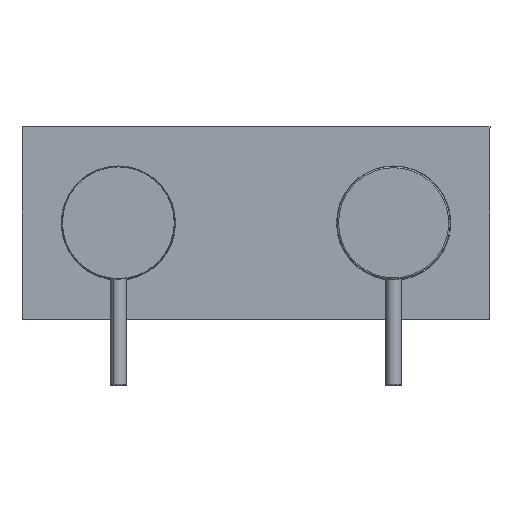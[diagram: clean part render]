
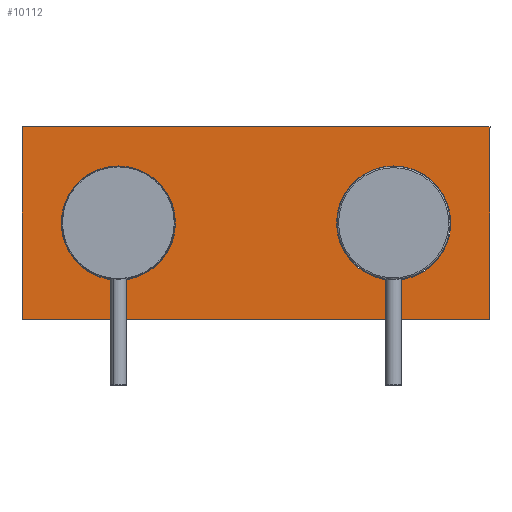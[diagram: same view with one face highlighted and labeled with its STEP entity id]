
A CAD part, top view. The second image highlights one B-rep face of the part: STEP entity #10112.
In plain terms, the highlighted planar face has unit normal (0, 0, 1).
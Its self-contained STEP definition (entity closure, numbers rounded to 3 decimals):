
#109 = EDGE_CURVE ( 'NONE', #1637, #157, #196, .T. ) ;
#157 = VERTEX_POINT ( 'NONE', #8146 ) ;
#196 = LINE ( 'NONE', #3410, #2883 ) ;
#252 = AXIS2_PLACEMENT_3D ( 'NONE', #2585, #7811, #10153 ) ;
#296 = EDGE_CURVE ( 'NONE', #976, #1637, #8777, .T. ) ;
#522 = CARTESIAN_POINT ( 'NONE',  ( 0., -50., 4. ) ) ;
#587 = DIRECTION ( 'NONE',  ( 1., 0., 0. ) ) ;
#617 = AXIS2_PLACEMENT_3D ( 'NONE', #5401, #9505, #587 ) ;
#881 = CARTESIAN_POINT ( 'NONE',  ( -35., 85., 4. ) ) ;
#931 = EDGE_CURVE ( 'NONE', #157, #3571, #2221, .T. ) ;
#976 = VERTEX_POINT ( 'NONE', #4669 ) ;
#1390 = EDGE_CURVE ( 'NONE', #3391, #7111, #7744, .T. ) ;
#1420 = CARTESIAN_POINT ( 'NONE',  ( 35., 85., 4. ) ) ;
#1637 = VERTEX_POINT ( 'NONE', #8928 ) ;
#1707 = ORIENTED_EDGE ( 'NONE', *, *, #9409, .F. ) ;
#1780 = EDGE_LOOP ( 'NONE', ( #9720, #1707 ) ) ;
#2127 = DIRECTION ( 'NONE',  ( 1., 0., 0. ) ) ;
#2158 = DIRECTION ( 'NONE',  ( 0., -1., 0. ) ) ;
#2221 = LINE ( 'NONE', #1420, #3573 ) ;
#2229 = EDGE_CURVE ( 'NONE', #9666, #7841, #7759, .T. ) ;
#2547 = DIRECTION ( 'NONE',  ( 0., 1., 0. ) ) ;
#2585 = CARTESIAN_POINT ( 'NONE',  ( 0., 50., 4. ) ) ;
#2607 = CARTESIAN_POINT ( 'NONE',  ( -20.75, -50., 4. ) ) ;
#2883 = VECTOR ( 'NONE', #2547, 1000. ) ;
#3391 = VERTEX_POINT ( 'NONE', #7018 ) ;
#3410 = CARTESIAN_POINT ( 'NONE',  ( 35., -85., 4. ) ) ;
#3465 = FACE_BOUND ( 'NONE', #5600, .T. ) ;
#3571 = VERTEX_POINT ( 'NONE', #881 ) ;
#3573 = VECTOR ( 'NONE', #7131, 1000. ) ;
#4015 = AXIS2_PLACEMENT_3D ( 'NONE', #522, #6228, #2127 ) ;
#4399 = AXIS2_PLACEMENT_3D ( 'NONE', #5749, #7452, #8363 ) ;
#4566 = LINE ( 'NONE', #6205, #5098 ) ;
#4669 = CARTESIAN_POINT ( 'NONE',  ( -35., -85., 4. ) ) ;
#4702 = CIRCLE ( 'NONE', #617, 20.75 ) ;
#4956 = ORIENTED_EDGE ( 'NONE', *, *, #8582, .T. ) ;
#4965 = ORIENTED_EDGE ( 'NONE', *, *, #1390, .F. ) ;
#4979 = ORIENTED_EDGE ( 'NONE', *, *, #109, .T. ) ;
#5098 = VECTOR ( 'NONE', #2158, 1000. ) ;
#5107 = PLANE ( 'NONE',  #4399 ) ;
#5376 = CIRCLE ( 'NONE', #10478, 20.75 ) ;
#5401 = CARTESIAN_POINT ( 'NONE',  ( 0., 50., 4. ) ) ;
#5600 = EDGE_LOOP ( 'NONE', ( #4965, #8102 ) ) ;
#5749 = CARTESIAN_POINT ( 'NONE',  ( 0., 0., 4. ) ) ;
#6132 = CARTESIAN_POINT ( 'NONE',  ( 20.75, -50., 4. ) ) ;
#6205 = CARTESIAN_POINT ( 'NONE',  ( -35., -85., 4. ) ) ;
#6228 = DIRECTION ( 'NONE',  ( 0., 0., 1. ) ) ;
#6482 = ORIENTED_EDGE ( 'NONE', *, *, #931, .T. ) ;
#6528 = CARTESIAN_POINT ( 'NONE',  ( 0., -50., 4. ) ) ;
#6698 = EDGE_CURVE ( 'NONE', #7111, #3391, #4702, .T. ) ;
#6708 = FACE_OUTER_BOUND ( 'NONE', #8909, .T. ) ;
#7018 = CARTESIAN_POINT ( 'NONE',  ( -20.75, 50., 4. ) ) ;
#7111 = VERTEX_POINT ( 'NONE', #9066 ) ;
#7131 = DIRECTION ( 'NONE',  ( -1., 0., 0. ) ) ;
#7310 = VECTOR ( 'NONE', #8624, 1000. ) ;
#7452 = DIRECTION ( 'NONE',  ( 0., 0., 1. ) ) ;
#7524 = ORIENTED_EDGE ( 'NONE', *, *, #296, .T. ) ;
#7744 = CIRCLE ( 'NONE', #252, 20.75 ) ;
#7759 = CIRCLE ( 'NONE', #4015, 20.75 ) ;
#7811 = DIRECTION ( 'NONE',  ( 0., 0., 1. ) ) ;
#7841 = VERTEX_POINT ( 'NONE', #6132 ) ;
#8102 = ORIENTED_EDGE ( 'NONE', *, *, #6698, .F. ) ;
#8146 = CARTESIAN_POINT ( 'NONE',  ( 35., 85., 4. ) ) ;
#8363 = DIRECTION ( 'NONE',  ( 1., 0., 0. ) ) ;
#8413 = FACE_BOUND ( 'NONE', #1780, .T. ) ;
#8582 = EDGE_CURVE ( 'NONE', #3571, #976, #4566, .T. ) ;
#8624 = DIRECTION ( 'NONE',  ( 1., 0., 0. ) ) ;
#8777 = LINE ( 'NONE', #10263, #7310 ) ;
#8909 = EDGE_LOOP ( 'NONE', ( #4956, #7524, #4979, #6482 ) ) ;
#8928 = CARTESIAN_POINT ( 'NONE',  ( 35., -85., 4. ) ) ;
#9066 = CARTESIAN_POINT ( 'NONE',  ( 20.75, 50., 4. ) ) ;
#9210 = DIRECTION ( 'NONE',  ( 1., 0., 0. ) ) ;
#9409 = EDGE_CURVE ( 'NONE', #7841, #9666, #5376, .T. ) ;
#9505 = DIRECTION ( 'NONE',  ( 0., 0., 1. ) ) ;
#9666 = VERTEX_POINT ( 'NONE', #2607 ) ;
#9720 = ORIENTED_EDGE ( 'NONE', *, *, #2229, .F. ) ;
#9775 = DIRECTION ( 'NONE',  ( 0., 0., 1. ) ) ;
#10112 = ADVANCED_FACE ( 'NONE', ( #3465, #8413, #6708 ), #5107, .T. ) ;
#10153 = DIRECTION ( 'NONE',  ( 1., 0., 0. ) ) ;
#10263 = CARTESIAN_POINT ( 'NONE',  ( 35., -85., 4. ) ) ;
#10478 = AXIS2_PLACEMENT_3D ( 'NONE', #6528, #9775, #9210 ) ;
